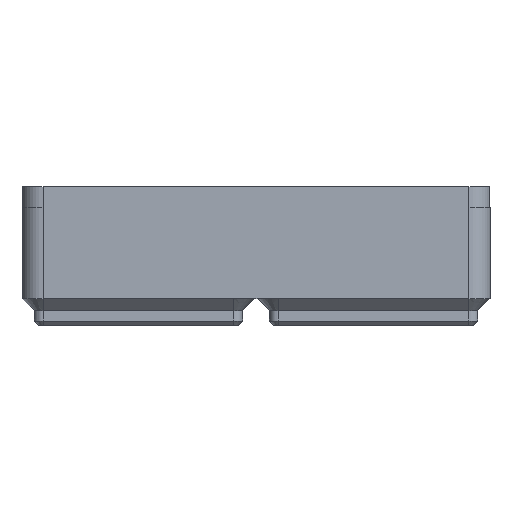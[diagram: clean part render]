
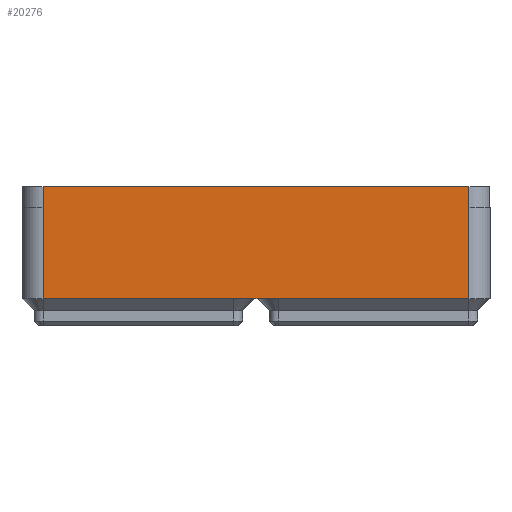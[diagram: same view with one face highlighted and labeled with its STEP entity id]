
A CAD part, front view. The second image highlights one B-rep face of the part: STEP entity #20276.
In plain terms, the highlighted planar face has unit normal (0, -1, 0).
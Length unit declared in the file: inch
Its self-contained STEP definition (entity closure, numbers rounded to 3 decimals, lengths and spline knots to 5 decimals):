
#3217=FACE_OUTER_BOUND('',#4451,.T.);
#4451=EDGE_LOOP('',(#18660,#18661,#18662,#18663,#18664,#18665,#18666,#18667));
#5850=LINE('',#38773,#7544);
#6045=LINE('',#39302,#7739);
#6084=LINE('',#39407,#7778);
#6126=LINE('',#39564,#7820);
#6131=LINE('',#39576,#7825);
#6133=LINE('',#39583,#7827);
#6139=LINE('',#39598,#7833);
#6141=LINE('',#39603,#7835);
#7544=VECTOR('',#23564,0.3937);
#7739=VECTOR('',#24143,0.3937);
#7778=VECTOR('',#24260,0.3937);
#7820=VECTOR('',#24382,0.3937);
#7825=VECTOR('',#24393,0.3937);
#7827=VECTOR('',#24401,0.3937);
#7833=VECTOR('',#24419,0.3937);
#7835=VECTOR('',#24427,0.3937);
#9541=VERTEX_POINT('',#38770);
#9542=VERTEX_POINT('',#38772);
#9684=VERTEX_POINT('',#39300);
#9711=VERTEX_POINT('',#39402);
#9741=VERTEX_POINT('',#39561);
#9742=VERTEX_POINT('',#39563);
#9746=VERTEX_POINT('',#39575);
#9748=VERTEX_POINT('',#39581);
#12323=EDGE_CURVE('',#9542,#9541,#5850,.T.);
#12589=EDGE_CURVE('',#9541,#9684,#6045,.T.);
#12642=EDGE_CURVE('',#9711,#9542,#6084,.T.);
#12699=EDGE_CURVE('',#9742,#9741,#6126,.T.);
#12705=EDGE_CURVE('',#9742,#9746,#6131,.T.);
#12709=EDGE_CURVE('',#9748,#9741,#6133,.T.);
#12717=EDGE_CURVE('',#9711,#9748,#6139,.T.);
#12719=EDGE_CURVE('',#9746,#9684,#6141,.T.);
#18660=ORIENTED_EDGE('',*,*,#12717,.F.);
#18661=ORIENTED_EDGE('',*,*,#12642,.T.);
#18662=ORIENTED_EDGE('',*,*,#12323,.T.);
#18663=ORIENTED_EDGE('',*,*,#12589,.T.);
#18664=ORIENTED_EDGE('',*,*,#12719,.F.);
#18665=ORIENTED_EDGE('',*,*,#12705,.F.);
#18666=ORIENTED_EDGE('',*,*,#12699,.T.);
#18667=ORIENTED_EDGE('',*,*,#12709,.F.);
#19128=PLANE('',#21108);
#20276=ADVANCED_FACE('',(#3217),#19128,.T.);
#21108=AXIS2_PLACEMENT_3D('',#39612,#24440,#24441);
#23564=DIRECTION('',(1.,0.,0.));
#24143=DIRECTION('',(1.,0.,0.));
#24260=DIRECTION('',(1.,0.,0.));
#24382=DIRECTION('',(-1.,0.,0.));
#24393=DIRECTION('',(0.,0.,-1.));
#24401=DIRECTION('',(0.,0.,1.));
#24419=DIRECTION('',(0.,0.,1.));
#24427=DIRECTION('',(0.,0.,-1.));
#24440=DIRECTION('center_axis',(0.,-1.,0.));
#24441=DIRECTION('ref_axis',(1.,0.,0.));
#38770=CARTESIAN_POINT('',(1.80118,0.,0.));
#38772=CARTESIAN_POINT('',(1.48622,0.,0.));
#38773=CARTESIAN_POINT('',(0.,0.,0.));
#39300=CARTESIAN_POINT('',(3.13976,0.,0.));
#39302=CARTESIAN_POINT('',(0.,0.,0.));
#39402=CARTESIAN_POINT('',(0.14764,0.,0.));
#39407=CARTESIAN_POINT('',(0.,0.,0.));
#39561=CARTESIAN_POINT('',(0.14764,0.,0.78937));
#39563=CARTESIAN_POINT('',(3.13976,0.,0.78937));
#39564=CARTESIAN_POINT('',(0.82185,0.,0.78937));
#39575=CARTESIAN_POINT('',(3.13976,0.,0.63976));
#39576=CARTESIAN_POINT('',(3.13976,0.,0.63976));
#39581=CARTESIAN_POINT('',(0.14764,0.,0.63976));
#39583=CARTESIAN_POINT('',(0.14764,0.,0.63976));
#39598=CARTESIAN_POINT('',(0.14764,0.,0.));
#39603=CARTESIAN_POINT('',(3.13976,0.,0.));
#39612=CARTESIAN_POINT('Origin',(0.,0.,0.));
